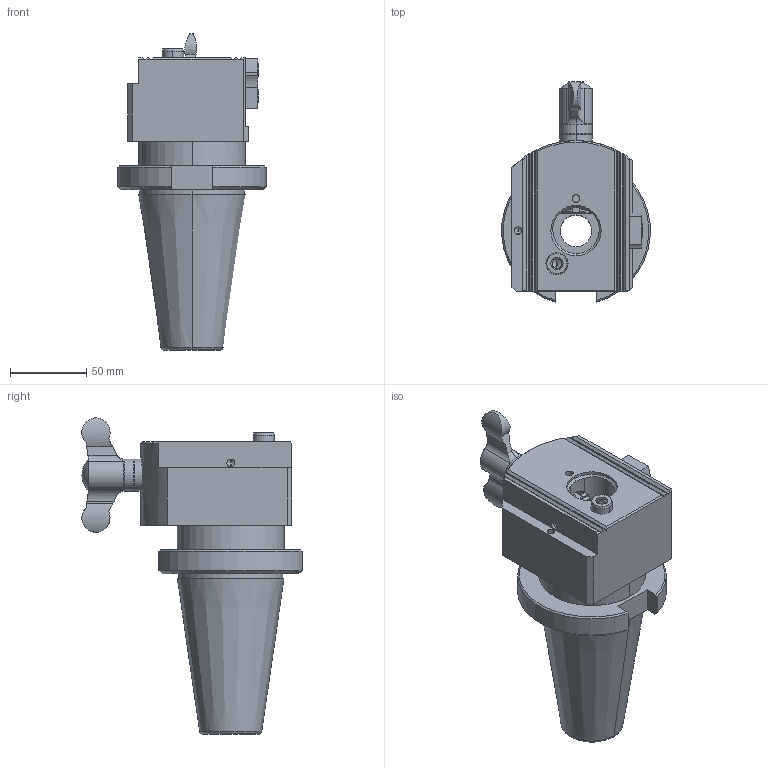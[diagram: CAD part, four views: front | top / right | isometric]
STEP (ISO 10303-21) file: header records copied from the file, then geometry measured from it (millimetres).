
FILE_DESCRIPTION(/* description */ (''),/* implementation_level */ '2;1');
FILE_NAME(/* name */ 'W9990576_A.stp',/* time_stamp */ '2012-01-26T09:15:21+01:00',/* author */ (''),/* organization */ (''),/* preprocessor_version */ 'ST-DEVELOPER v11',/* originating_system */ 'UGS - NX 5.0',/* authorisation */ '');
FILE_SCHEMA (('AUTOMOTIVE_DESIGN { 1 0 10303 214 0 1 1 1 }'));
Length unit declared in the file: millimetre
Products named in the file (1): webe9709e71j
Bounding box: 97.19 x 144.41 x 207.24 mm (x, y, z)
Volume: 738443.9 mm3; surface area: 88801.2 mm2
Topology: 1 solids, 1 shells, 241 faces, 616 edges, 389 vertices
Faces by surface type: plane 93, cylinder 86, cone 45, torus 12, sphere 3, bspline 2
Full cylindrical faces by diameter (mm): 10 x2
Entity records: 13783 total; most frequent: CARTESIAN_POINT 6499, DIRECTION 1226, ORIENTED_EDGE 1200, EDGE_CURVE 600, AXIS2_PLACEMENT_3D 472, VERTEX_POINT 387, LINE 282, VECTOR 282
